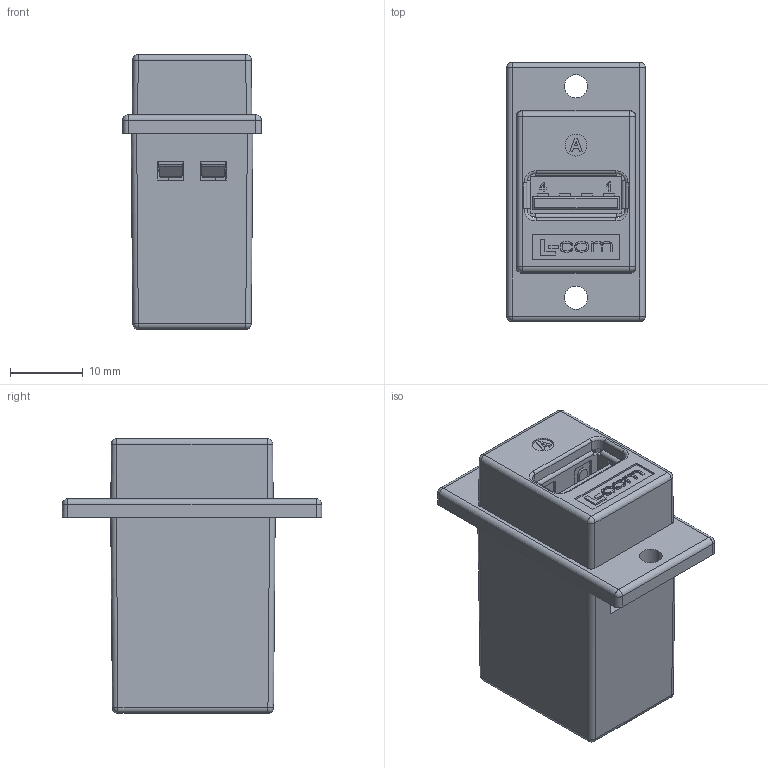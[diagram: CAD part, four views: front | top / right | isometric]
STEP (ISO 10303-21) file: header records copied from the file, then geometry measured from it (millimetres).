
FILE_DESCRIPTION (( 'STEP AP214' ), '1' );
FILE_NAME ('ECF504-UAAS-HR.STEP', '2014-09-03T13:41:24', ( 'L-Com' ), ( 'L-Com Global Connectivity' ), 'SwSTEP 2.0', 'SolidWorks 2014', '' );
FILE_SCHEMA (( 'AUTOMOTIVE_DESIGN' ));
Length unit declared in the file: inch
Products named in the file (7): 1AG01-067_TYPE B; 1AG01-065_TYPE A; 3AC11-008; 1AA05-019 OLD; 1BC01-008; 1AM07-030_AS INSTALLED IN ECF504-UAAS; ECF504-UAAS-HR
Assembly tree (7 placements, depth 3):
  ECF504-UAAS-HR
    1AM07-030_AS INSTALLED IN ECF504-UAAS
    3AC11-008
      1BC01-008
      1AA05-019 OLD  x2
    1AG01-065_TYPE A
    1AG01-067_TYPE B
Bounding box: 19.05 x 35.56 x 37.67 mm (x, y, z)
Volume: 8243.8 mm3; surface area: 11582.9 mm2
Topology: 6 solids, 6 shells, 1649 faces, 4511 edges, 2960 vertices
Faces by surface type: plane 985, cylinder 354, bspline 270, torus 20, sphere 16, cone 4
Entity records: 55806 total; most frequent: CARTESIAN_POINT 18457, ORIENTED_EDGE 7720, DIRECTION 6010, EDGE_CURVE 3860, VECTOR 2728, LINE 2728, VERTEX_POINT 2532, AXIS2_PLACEMENT_3D 1641
